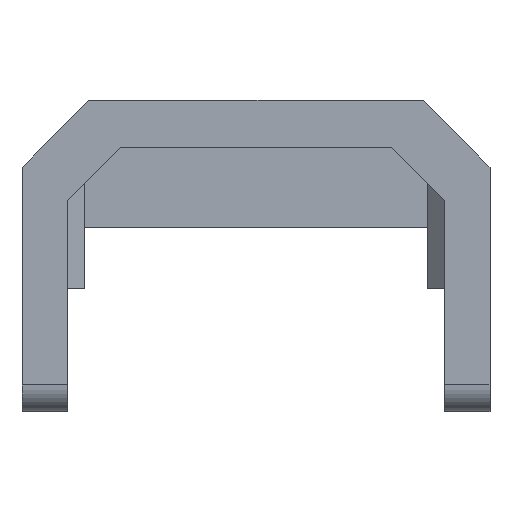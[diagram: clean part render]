
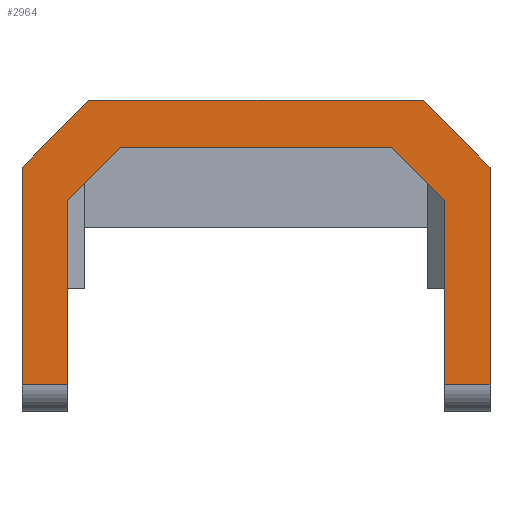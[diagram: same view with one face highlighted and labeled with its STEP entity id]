
A CAD part, front view. The second image highlights one B-rep face of the part: STEP entity #2964.
In plain terms, the highlighted planar face has unit normal (0, -1, 0).
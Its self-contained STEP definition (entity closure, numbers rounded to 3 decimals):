
#233=FACE_OUTER_BOUND('',#420,.T.);
#420=EDGE_LOOP('',(#2608,#2609,#2610,#2611,#2612,#2613,#2614,#2615,#2616,
#2617,#2618,#2619));
#437=LINE('',#3943,#814);
#442=LINE('',#3952,#819);
#445=LINE('',#3968,#822);
#648=LINE('',#4398,#1025);
#695=LINE('',#4505,#1072);
#701=LINE('',#4518,#1078);
#722=LINE('',#4563,#1099);
#747=LINE('',#4626,#1124);
#767=LINE('',#4667,#1144);
#800=LINE('',#4740,#1177);
#801=LINE('',#4741,#1178);
#802=LINE('',#4742,#1179);
#814=VECTOR('',#3187,10.);
#819=VECTOR('',#3194,10.);
#822=VECTOR('',#3209,10.);
#1025=VECTOR('',#3582,10.);
#1072=VECTOR('',#3673,10.);
#1078=VECTOR('',#3683,10.);
#1099=VECTOR('',#3718,10.);
#1124=VECTOR('',#3789,10.);
#1144=VECTOR('',#3813,10.);
#1177=VECTOR('',#3892,10.);
#1178=VECTOR('',#3893,10.);
#1179=VECTOR('',#3894,10.);
#1191=VERTEX_POINT('',#3940);
#1192=VERTEX_POINT('',#3942);
#1195=VERTEX_POINT('',#3950);
#1202=VERTEX_POINT('',#3966);
#1344=VERTEX_POINT('',#4397);
#1381=VERTEX_POINT('',#4502);
#1382=VERTEX_POINT('',#4504);
#1387=VERTEX_POINT('',#4516);
#1403=VERTEX_POINT('',#4560);
#1404=VERTEX_POINT('',#4562);
#1438=VERTEX_POINT('',#4665);
#1455=VERTEX_POINT('',#4739);
#1461=EDGE_CURVE('',#1191,#1192,#437,.T.);
#1466=EDGE_CURVE('',#1191,#1195,#442,.T.);
#1474=EDGE_CURVE('',#1202,#1195,#445,.T.);
#1681=EDGE_CURVE('',#1344,#1192,#648,.T.);
#1734=EDGE_CURVE('',#1382,#1381,#695,.T.);
#1741=EDGE_CURVE('',#1381,#1387,#701,.T.);
#1764=EDGE_CURVE('',#1404,#1403,#722,.T.);
#1797=EDGE_CURVE('',#1382,#1403,#747,.T.);
#1818=EDGE_CURVE('',#1202,#1438,#767,.F.);
#1853=EDGE_CURVE('',#1455,#1438,#800,.T.);
#1854=EDGE_CURVE('',#1455,#1404,#801,.T.);
#1855=EDGE_CURVE('',#1344,#1387,#802,.T.);
#2608=ORIENTED_EDGE('',*,*,#1466,.T.);
#2609=ORIENTED_EDGE('',*,*,#1474,.F.);
#2610=ORIENTED_EDGE('',*,*,#1818,.T.);
#2611=ORIENTED_EDGE('',*,*,#1853,.F.);
#2612=ORIENTED_EDGE('',*,*,#1854,.T.);
#2613=ORIENTED_EDGE('',*,*,#1764,.T.);
#2614=ORIENTED_EDGE('',*,*,#1797,.F.);
#2615=ORIENTED_EDGE('',*,*,#1734,.T.);
#2616=ORIENTED_EDGE('',*,*,#1741,.T.);
#2617=ORIENTED_EDGE('',*,*,#1855,.F.);
#2618=ORIENTED_EDGE('',*,*,#1681,.T.);
#2619=ORIENTED_EDGE('',*,*,#1461,.F.);
#2812=PLANE('',#3165);
#2964=ADVANCED_FACE('',(#233),#2812,.F.);
#3165=AXIS2_PLACEMENT_3D('',#4738,#3890,#3891);
#3187=DIRECTION('',(0.707,0.,-0.707));
#3194=DIRECTION('',(-1.,0.,0.));
#3209=DIRECTION('',(0.707,0.,0.707));
#3582=DIRECTION('',(0.,0.,1.));
#3673=DIRECTION('',(0.707,0.,-0.707));
#3683=DIRECTION('',(0.,0.,-1.));
#3718=DIRECTION('',(0.707,0.,0.707));
#3789=DIRECTION('',(-1.,0.,0.));
#3813=DIRECTION('',(0.,0.,1.));
#3890=DIRECTION('center_axis',(0.,1.,0.));
#3891=DIRECTION('ref_axis',(0.,0.,-1.));
#3892=DIRECTION('',(-1.,0.,0.));
#3893=DIRECTION('',(0.,0.,1.));
#3894=DIRECTION('',(-1.,0.,0.));
#3940=CARTESIAN_POINT('',(12.5,-104.702,55.861));
#3942=CARTESIAN_POINT('',(17.5,-104.702,50.861));
#3943=CARTESIAN_POINT('',(13.411,-104.702,54.95));
#3950=CARTESIAN_POINT('',(-12.5,-104.702,55.861));
#3952=CARTESIAN_POINT('',(-6.15,-104.702,55.861));
#3966=CARTESIAN_POINT('',(-17.5,-104.702,50.861));
#3968=CARTESIAN_POINT('',(-13.411,-104.702,54.95));
#4397=CARTESIAN_POINT('',(17.5,-104.702,34.57));
#4398=CARTESIAN_POINT('',(17.5,-104.702,46.664));
#4502=CARTESIAN_POINT('',(14.1,-104.702,48.367));
#4504=CARTESIAN_POINT('',(10.106,-104.702,52.361));
#4505=CARTESIAN_POINT('',(10.339,-104.702,52.128));
#4516=CARTESIAN_POINT('',(14.1,-104.702,34.57));
#4518=CARTESIAN_POINT('',(14.1,-104.702,47.092));
#4560=CARTESIAN_POINT('',(-10.106,-104.702,52.361));
#4562=CARTESIAN_POINT('',(-14.1,-104.702,48.367));
#4563=CARTESIAN_POINT('',(-3.053,-104.702,59.414));
#4626=CARTESIAN_POINT('',(-8.75,-104.702,52.361));
#4665=CARTESIAN_POINT('',(-17.5,-104.702,34.57));
#4667=CARTESIAN_POINT('',(-17.5,-104.702,46.664));
#4738=CARTESIAN_POINT('Origin',(0.,-104.702,45.216));
#4739=CARTESIAN_POINT('',(-14.1,-104.702,34.57));
#4740=CARTESIAN_POINT('',(8.5,-104.702,34.57));
#4741=CARTESIAN_POINT('',(-14.1,-104.702,54.511));
#4742=CARTESIAN_POINT('',(8.5,-104.702,34.57));
